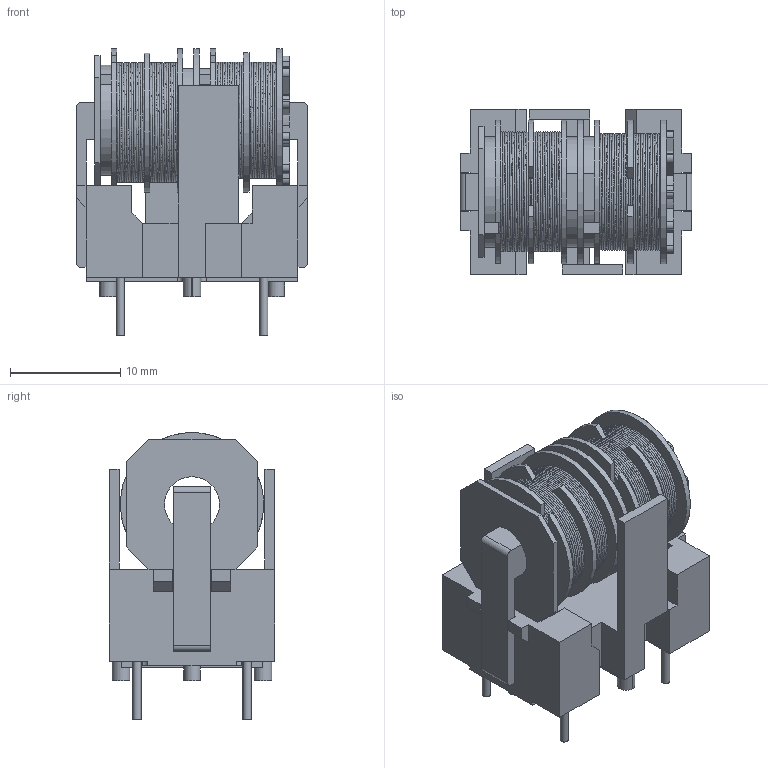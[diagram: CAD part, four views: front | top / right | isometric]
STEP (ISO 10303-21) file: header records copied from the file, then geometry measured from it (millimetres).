
FILE_DESCRIPTION(/* description */ ('Unknown'),/* implementation_level */ '2;1');
FILE_NAME(/* name */ 'HM28-24 Figure 2',/* time_stamp */ '2021-12-28T11:44:41+08:00',/* author */ ('Unknown'),/* organization */ ('Unknown'),/* preprocessor_version */ 'ST-DEVELOPER v16.7',/* originating_system */ 'Solid Edge',/* authorisation */ 'Unknown');
FILE_SCHEMA (('AUTOMOTIVE_DESIGN {1 0 10303 214 3 1 1}'));
Length unit declared in the file: millimetre
Products named in the file (1): HM28-24 Figure 2
Bounding box: 21 x 15 x 26 mm (x, y, z)
Volume: 3429.7 mm3; surface area: 4887.7 mm2
Topology: 2 solids, 2 shells, 520 faces, 1421 edges, 940 vertices
Faces by surface type: plane 417, cylinder 69, bspline 34
Full cylindrical faces by diameter (mm): 0.76 x4, 1.5 x2, 5 x1, 10 x4, 13 x3
Entity records: 25344 total; most frequent: CARTESIAN_POINT 8768, ORIENTED_EDGE 2758, DIRECTION 2418, EDGE_CURVE 1379, LINE 1148, VECTOR 1148, VERTEX_POINT 927, AXIS2_PLACEMENT_3D 635
